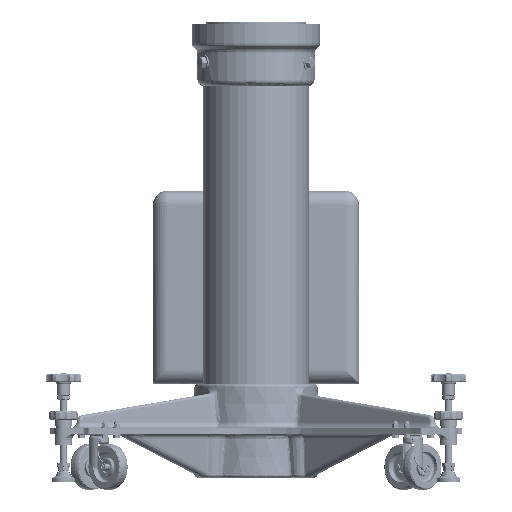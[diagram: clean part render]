
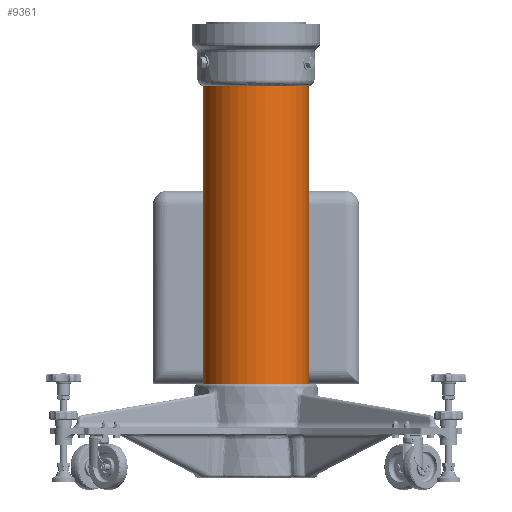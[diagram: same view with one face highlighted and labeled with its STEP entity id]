
A CAD part, front view. The second image highlights one B-rep face of the part: STEP entity #9361.
In plain terms, the highlighted cylindrical face has radius 90 mm (diameter 180 mm), a full revolution.
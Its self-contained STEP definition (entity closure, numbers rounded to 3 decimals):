
#9361=ADVANCED_FACE('',(#21991,#21992),#21993,.T.);
#21991=FACE_OUTER_BOUND('',#65410,.T.);
#21992=FACE_OUTER_BOUND('',#65411,.T.);
#21993=CYLINDRICAL_SURFACE('',#65412,90.0);
#65410=EDGE_LOOP('',(#150692));
#65411=EDGE_LOOP('',(#150693));
#65412=AXIS2_PLACEMENT_3D('',#150694,#150695,#150696);
#150692=ORIENTED_EDGE('',*,*,#187621,.F.);
#150693=ORIENTED_EDGE('',*,*,#187622,.T.);
#150694=CARTESIAN_POINT('',(0.0,0.0,752.0));
#150695=DIRECTION('',(0.0,0.0,-1.0));
#150696=DIRECTION('',(-1.0,0.0,0.0));
#187621=EDGE_CURVE('',#211682,#211682,#211683,.T.);
#187622=EDGE_CURVE('',#211684,#211684,#211685,.T.);
#211682=VERTEX_POINT('',#286958);
#211683=CIRCLE('',#286959,90.0);
#211684=VERTEX_POINT('',#286960);
#211685=CIRCLE('',#286961,90.0);
#286958=CARTESIAN_POINT('',(90.0,0.0,752.0));
#286959=AXIS2_PLACEMENT_3D('',#356881,#356882,#356883);
#286960=CARTESIAN_POINT('',(90.0,0.0,0.0));
#286961=AXIS2_PLACEMENT_3D('',#356884,#356885,#356886);
#356881=CARTESIAN_POINT('',(0.0,0.0,752.0));
#356882=DIRECTION('',(0.0,0.0,1.0));
#356883=DIRECTION('',(1.0,0.0,0.0));
#356884=CARTESIAN_POINT('',(0.0,0.0,0.0));
#356885=DIRECTION('',(0.0,0.0,1.0));
#356886=DIRECTION('',(1.0,0.0,0.0));
